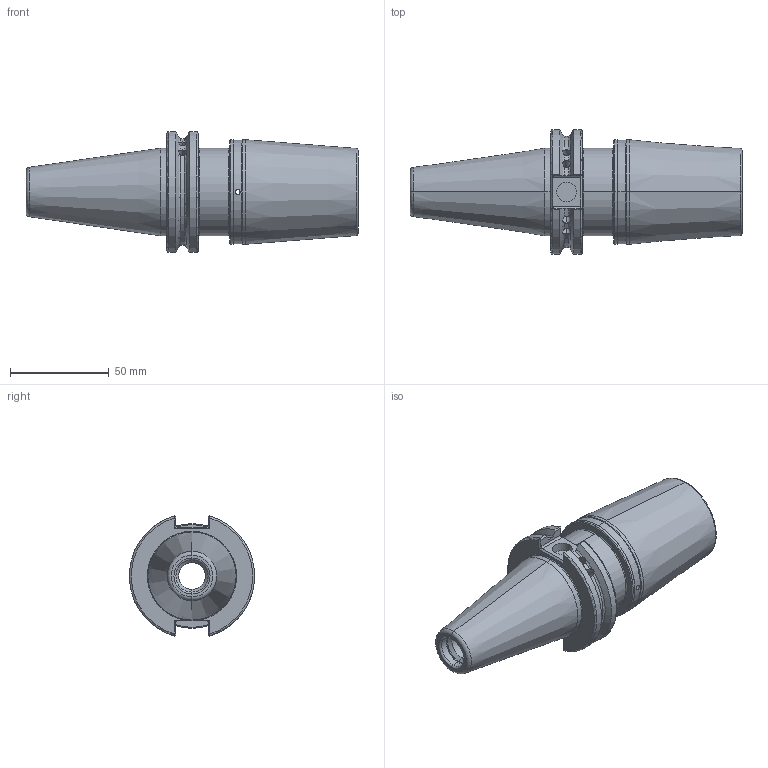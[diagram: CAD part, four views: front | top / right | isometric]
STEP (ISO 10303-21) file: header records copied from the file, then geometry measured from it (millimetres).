
FILE_DESCRIPTION (( 'STEP AP203' ), '1' );
FILE_NAME ('CA40A260B25100HP1.STEP', '2021-03-17T08:22:14', ( 'user' ), ( '' ), 'SwSTEP 2.0', 'SolidWorks 2013', '' );
FILE_SCHEMA (( 'CONFIG_CONTROL_DESIGN' ));
Length unit declared in the file: millimetre
Products named in the file (1): CA40A260B25100HP1
Bounding box: 168.25 x 63.32 x 61.05 mm (x, y, z)
Volume: 213436.3 mm3; surface area: 39983.9 mm2
Topology: 1 solids, 1 shells, 153 faces, 404 edges, 244 vertices
Faces by surface type: cylinder 54, torus 36, plane 31, cone 30, bspline 2
Entity records: 5306 total; most frequent: CARTESIAN_POINT 1639, ORIENTED_EDGE 792, DIRECTION 724, EDGE_CURVE 396, AXIS2_PLACEMENT_3D 296, VERTEX_POINT 244, EDGE_LOOP 162, FACE_OUTER_BOUND 153
